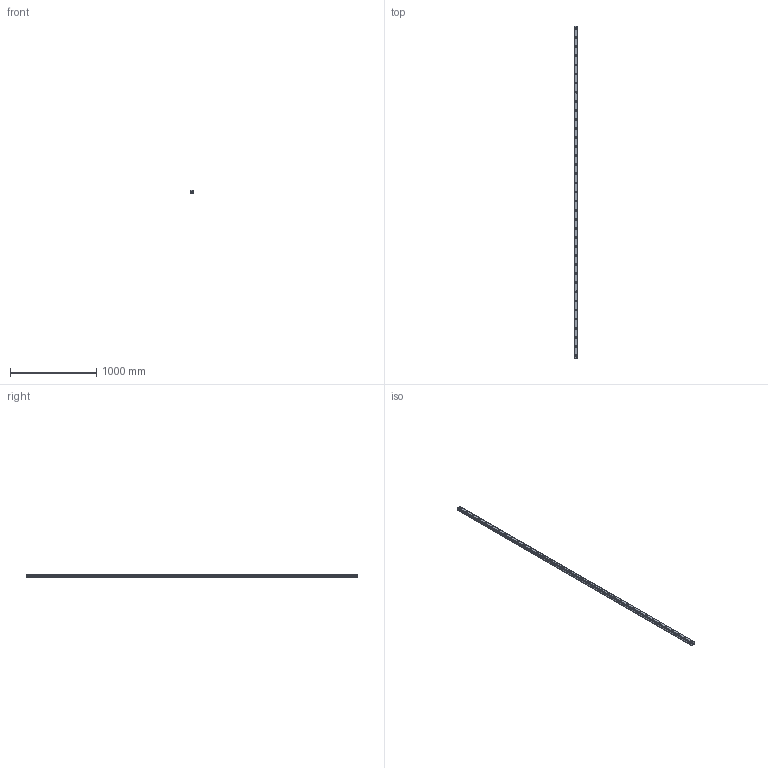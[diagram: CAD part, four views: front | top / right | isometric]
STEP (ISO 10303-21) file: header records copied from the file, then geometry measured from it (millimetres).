
FILE_DESCRIPTION(('STEP AP214'),'1');
FILE_NAME('cctmp_3EFD6DE8-D4D4-491E-9E34-0C5878EAEF13_2020_10_29_12_11_24_413..stp','2020-10-29T11:11:24',('HIWIN GmbH'),('CADClick - www.CADClick.com'),'Spatial InterOp 3D',' ','unknown authorization');
FILE_SCHEMA(('AUTOMOTIVE_DESIGN'));
Length unit declared in the file: millimetre
Products named in the file (1): HGR45R3840H_FILE
Bounding box: 45 x 3840 x 38 mm (x, y, z)
Volume: 5162098.5 mm3; surface area: 744866 mm2
Topology: 1 solids, 1 shells, 430 faces, 939 edges, 626 vertices
Faces by surface type: cylinder 226, plane 204
Entity records: 15419 total; most frequent: DIRECTION 2253, CARTESIAN_POINT 1996, ORIENTED_EDGE 1878, EDGE_CURVE 939, AXIS2_PLACEMENT_3D 883, VERTEX_POINT 626, EDGE_LOOP 545, LINE 487
